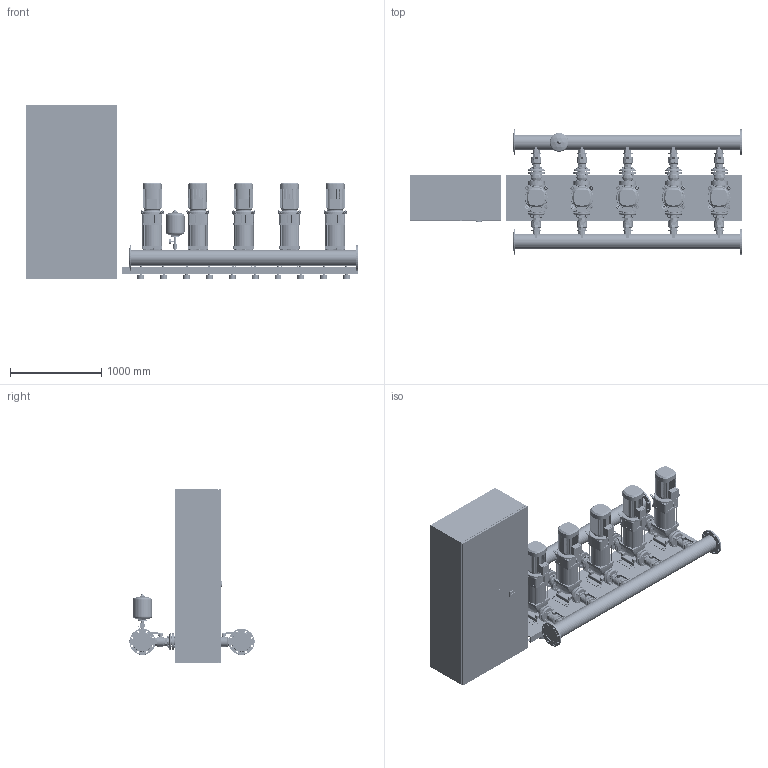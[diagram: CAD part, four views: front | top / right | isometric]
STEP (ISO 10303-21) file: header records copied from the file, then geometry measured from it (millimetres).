
FILE_DESCRIPTION((''),'2;1');
FILE_NAME('3d_COR-5HELIXV3602_K_CC-01-2530648.stp','2016-01-22T13:07:22',(''),(''),'Mechanical Desktop 2009','Mechanical Desktop 2009',', , ');
FILE_SCHEMA(('CONFIG_CONTROL_DESIGN'));
Length unit declared in the file: millimetre
Products named in the file (1): Product
Bounding box: 3630 x 1369 x 1900 mm (x, y, z)
Volume: 1291433566.5 mm3; surface area: 28325309.4 mm2
Topology: 293 solids, 293 shells, 9058 faces, 23125 edges, 14995 vertices
Faces by surface type: bspline 3396, plane 3225, cylinder 1825, cone 336, torus 274, sphere 2
Entity records: 318516 total; most frequent: CARTESIAN_POINT 103715, ORIENTED_EDGE 46150, DIRECTION 41460, EDGE_CURVE 23075, VERTEX_POINT 14979, AXIS2_PLACEMENT_3D 13865, VECTOR 13730, LINE 13730
